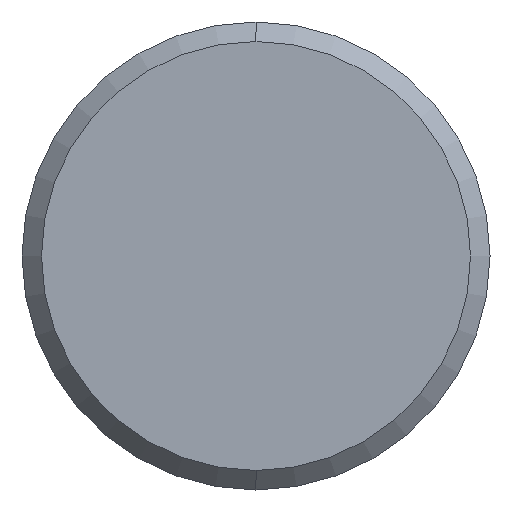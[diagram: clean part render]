
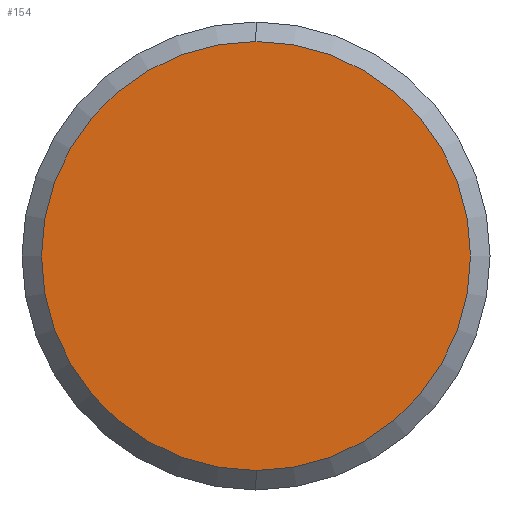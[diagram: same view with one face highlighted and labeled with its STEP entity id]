
A CAD part, left-side view. The second image highlights one B-rep face of the part: STEP entity #154.
In plain terms, the highlighted planar face has unit normal (-1, 0, 0).
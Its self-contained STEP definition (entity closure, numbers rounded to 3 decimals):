
#6 = EDGE_CURVE ( 'NONE', #63, #82, #68, .T. ) ;
#15 = FACE_OUTER_BOUND ( 'NONE', #209, .T. ) ;
#63 = VERTEX_POINT ( 'NONE', #234 ) ;
#68 = CIRCLE ( 'NONE', #235, 2.75 ) ;
#75 = DIRECTION ( 'NONE',  ( 0., 0., -1. ) ) ;
#76 = CARTESIAN_POINT ( 'NONE',  ( -1.1, 0., 0. ) ) ;
#82 = VERTEX_POINT ( 'NONE', #90 ) ;
#83 = PLANE ( 'NONE',  #299 ) ;
#90 = CARTESIAN_POINT ( 'NONE',  ( -1.1, 0., 2.75 ) ) ;
#93 = CARTESIAN_POINT ( 'NONE',  ( -1.1, 0., 0. ) ) ;
#114 = DIRECTION ( 'NONE',  ( 0., 0., -1. ) ) ;
#154 = ADVANCED_FACE ( 'NONE', ( #15 ), #83, .F. ) ;
#160 = DIRECTION ( 'NONE',  ( 1., 0., 0. ) ) ;
#163 = DIRECTION ( 'NONE',  ( 0., 0., -1. ) ) ;
#164 = ORIENTED_EDGE ( 'NONE', *, *, #6, .T. ) ;
#173 = CARTESIAN_POINT ( 'NONE',  ( -1.1, 0., 0. ) ) ;
#182 = DIRECTION ( 'NONE',  ( -1., 0., 0. ) ) ;
#188 = AXIS2_PLACEMENT_3D ( 'NONE', #76, #182, #75 ) ;
#190 = ORIENTED_EDGE ( 'NONE', *, *, #247, .T. ) ;
#209 = EDGE_LOOP ( 'NONE', ( #164, #190 ) ) ;
#234 = CARTESIAN_POINT ( 'NONE',  ( -1.1, 0., -2.75 ) ) ;
#235 = AXIS2_PLACEMENT_3D ( 'NONE', #93, #277, #163 ) ;
#247 = EDGE_CURVE ( 'NONE', #82, #63, #260, .T. ) ;
#260 = CIRCLE ( 'NONE', #188, 2.75 ) ;
#277 = DIRECTION ( 'NONE',  ( -1., 0., 0. ) ) ;
#299 = AXIS2_PLACEMENT_3D ( 'NONE', #173, #160, #114 ) ;
